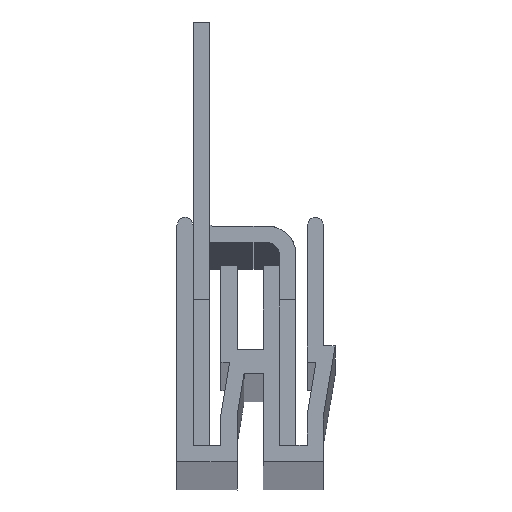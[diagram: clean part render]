
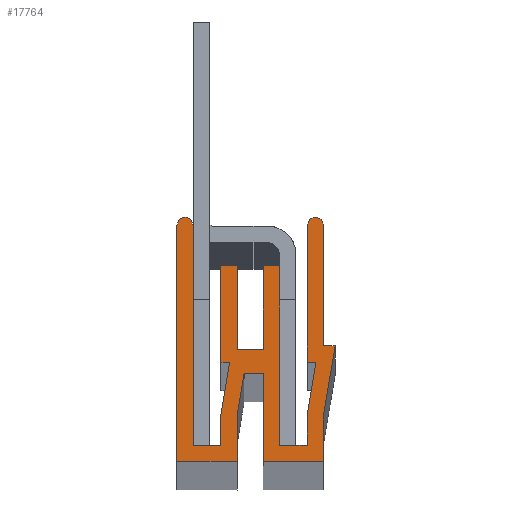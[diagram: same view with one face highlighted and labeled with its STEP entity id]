
A CAD part, top view. The second image highlights one B-rep face of the part: STEP entity #17764.
In plain terms, the highlighted planar face has unit normal (0, 0, 1).
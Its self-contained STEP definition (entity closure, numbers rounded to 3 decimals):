
#6411=CARTESIAN_POINT('',(0.5,14.5,23.));
#6412=DIRECTION('',(0.,0.,1.));
#6413=DIRECTION('',(1.,0.,0.));
#6414=AXIS2_PLACEMENT_3D('',#6411,#6412,#6413);
#6416=DIRECTION('',(0.,1.,0.));
#6417=VECTOR('',#6416,13.5);
#6418=CARTESIAN_POINT('',(1.,1.,23.));
#6419=LINE('',#6418,#6417);
#6420=DIRECTION('',(-1.,0.,0.));
#6421=VECTOR('',#6420,1.7);
#6422=CARTESIAN_POINT('',(2.7,1.,23.));
#6423=LINE('',#6422,#6421);
#6424=DIRECTION('',(0.,-1.,0.));
#6425=VECTOR('',#6424,1.9);
#6426=CARTESIAN_POINT('',(2.7,2.9,23.));
#6427=LINE('',#6426,#6425);
#6428=DIRECTION('',(-0.164,-0.986,0.));
#6429=VECTOR('',#6428,3.244);
#6430=CARTESIAN_POINT('',(3.233,6.1,23.));
#6431=LINE('',#6430,#6429);
#6432=DIRECTION('',(1.,0.,0.));
#6433=VECTOR('',#6432,0.533);
#6434=CARTESIAN_POINT('',(2.7,6.1,23.));
#6435=LINE('',#6434,#6433);
#6436=DIRECTION('',(0.,-1.,0.));
#6437=VECTOR('',#6436,5.9);
#6438=CARTESIAN_POINT('',(2.7,12.,23.));
#6439=LINE('',#6438,#6437);
#6440=DIRECTION('',(-1.,0.,0.));
#6441=VECTOR('',#6440,1.);
#6442=CARTESIAN_POINT('',(3.7,12.,23.));
#6443=LINE('',#6442,#6441);
#6444=DIRECTION('',(0.,1.,0.));
#6445=VECTOR('',#6444,5.1);
#6446=CARTESIAN_POINT('',(3.7,6.9,23.));
#6447=LINE('',#6446,#6445);
#6448=DIRECTION('',(-1.,0.,0.));
#6449=VECTOR('',#6448,1.6);
#6450=CARTESIAN_POINT('',(5.3,6.9,23.));
#6451=LINE('',#6450,#6449);
#6452=DIRECTION('',(0.,-1.,0.));
#6453=VECTOR('',#6452,5.1);
#6454=CARTESIAN_POINT('',(5.3,12.,23.));
#6455=LINE('',#6454,#6453);
#6456=DIRECTION('',(-1.,0.,0.));
#6457=VECTOR('',#6456,1.);
#6458=CARTESIAN_POINT('',(6.3,12.,23.));
#6459=LINE('',#6458,#6457);
#6460=DIRECTION('',(0.,1.,0.));
#6461=VECTOR('',#6460,11.);
#6462=CARTESIAN_POINT('',(6.3,1.,23.));
#6463=LINE('',#6462,#6461);
#6464=DIRECTION('',(-1.,0.,0.));
#6465=VECTOR('',#6464,1.697);
#6466=CARTESIAN_POINT('',(7.997,1.,23.));
#6467=LINE('',#6466,#6465);
#6468=DIRECTION('',(0.,-1.,0.));
#6469=VECTOR('',#6468,1.88);
#6470=CARTESIAN_POINT('',(7.997,2.88,23.));
#6471=LINE('',#6470,#6469);
#6472=DIRECTION('',(-0.164,-0.986,0.));
#6473=VECTOR('',#6472,3.265);
#6474=CARTESIAN_POINT('',(8.533,6.1,23.));
#6475=LINE('',#6474,#6473);
#6476=DIRECTION('',(1.,0.,0.));
#6477=VECTOR('',#6476,0.537);
#6478=CARTESIAN_POINT('',(7.997,6.1,23.));
#6479=LINE('',#6478,#6477);
#6480=DIRECTION('',(0.,-1.,0.));
#6481=VECTOR('',#6480,8.4);
#6482=CARTESIAN_POINT('',(7.997,14.5,23.));
#6483=LINE('',#6482,#6481);
#6484=CARTESIAN_POINT('',(8.497,14.5,23.));
#6485=DIRECTION('',(0.,0.,1.));
#6486=DIRECTION('',(1.,0.,0.));
#6487=AXIS2_PLACEMENT_3D('',#6484,#6485,#6486);
#6489=DIRECTION('',(0.,1.,0.));
#6490=VECTOR('',#6489,7.4);
#6491=CARTESIAN_POINT('',(8.997,7.1,23.));
#6492=LINE('',#6491,#6490);
#6493=DIRECTION('',(-1.,0.,0.));
#6494=VECTOR('',#6493,0.717);
#6495=CARTESIAN_POINT('',(9.714,7.1,23.));
#6496=LINE('',#6495,#6494);
#6497=DIRECTION('',(0.164,0.986,0.));
#6498=VECTOR('',#6497,4.362);
#6499=CARTESIAN_POINT('',(8.997,2.797,23.));
#6500=LINE('',#6499,#6498);
#6501=DIRECTION('',(0.,1.,0.));
#6502=VECTOR('',#6501,2.797);
#6503=CARTESIAN_POINT('',(8.997,0.,23.));
#6504=LINE('',#6503,#6502);
#6505=DIRECTION('',(1.,0.,0.));
#6506=VECTOR('',#6505,3.697);
#6507=CARTESIAN_POINT('',(5.3,0.,23.));
#6508=LINE('',#6507,#6506);
#6509=DIRECTION('',(0.,-1.,0.));
#6510=VECTOR('',#6509,5.4);
#6511=CARTESIAN_POINT('',(5.3,5.4,23.));
#6512=LINE('',#6511,#6510);
#6513=DIRECTION('',(1.,0.,0.));
#6514=VECTOR('',#6513,1.17);
#6515=CARTESIAN_POINT('',(4.13,5.4,23.));
#6516=LINE('',#6515,#6514);
#6517=DIRECTION('',(0.164,0.986,0.));
#6518=VECTOR('',#6517,2.618);
#6519=CARTESIAN_POINT('',(3.7,2.817,23.));
#6520=LINE('',#6519,#6518);
#6521=DIRECTION('',(0.,1.,0.));
#6522=VECTOR('',#6521,2.817);
#6523=CARTESIAN_POINT('',(3.7,0.,23.));
#6524=LINE('',#6523,#6522);
#6525=DIRECTION('',(1.,0.,0.));
#6526=VECTOR('',#6525,3.7);
#6527=CARTESIAN_POINT('',(0.,0.,23.));
#6528=LINE('',#6527,#6526);
#6529=DIRECTION('',(0.,-1.,0.));
#6530=VECTOR('',#6529,14.5);
#6531=CARTESIAN_POINT('',(0.,14.5,23.));
#6532=LINE('',#6531,#6530);
#8193=CARTESIAN_POINT('',(1.,14.5,23.));
#8194=CARTESIAN_POINT('',(0.,14.5,23.));
#8195=VERTEX_POINT('',#8193);
#8196=VERTEX_POINT('',#8194);
#8197=CARTESIAN_POINT('',(0.,0.,23.));
#8198=VERTEX_POINT('',#8197);
#8199=CARTESIAN_POINT('',(3.7,0.,23.));
#8200=VERTEX_POINT('',#8199);
#8201=CARTESIAN_POINT('',(3.7,2.817,23.));
#8202=VERTEX_POINT('',#8201);
#8203=CARTESIAN_POINT('',(4.13,5.4,23.));
#8204=VERTEX_POINT('',#8203);
#8205=CARTESIAN_POINT('',(5.3,5.4,23.));
#8206=VERTEX_POINT('',#8205);
#8207=CARTESIAN_POINT('',(5.3,0.,23.));
#8208=VERTEX_POINT('',#8207);
#8209=CARTESIAN_POINT('',(8.997,0.,23.));
#8210=VERTEX_POINT('',#8209);
#8211=CARTESIAN_POINT('',(8.997,2.797,23.));
#8212=VERTEX_POINT('',#8211);
#8213=CARTESIAN_POINT('',(9.714,7.1,23.));
#8214=VERTEX_POINT('',#8213);
#8215=CARTESIAN_POINT('',(8.997,7.1,23.));
#8216=VERTEX_POINT('',#8215);
#8217=CARTESIAN_POINT('',(8.997,14.5,23.));
#8218=VERTEX_POINT('',#8217);
#8219=CARTESIAN_POINT('',(7.997,14.5,23.));
#8220=VERTEX_POINT('',#8219);
#8221=CARTESIAN_POINT('',(7.997,6.1,23.));
#8222=VERTEX_POINT('',#8221);
#8223=CARTESIAN_POINT('',(8.533,6.1,23.));
#8224=VERTEX_POINT('',#8223);
#8225=CARTESIAN_POINT('',(7.997,2.88,23.));
#8226=VERTEX_POINT('',#8225);
#8227=CARTESIAN_POINT('',(7.997,1.,23.));
#8228=VERTEX_POINT('',#8227);
#8229=CARTESIAN_POINT('',(6.3,1.,23.));
#8230=VERTEX_POINT('',#8229);
#8231=CARTESIAN_POINT('',(6.3,12.,23.));
#8232=VERTEX_POINT('',#8231);
#8233=CARTESIAN_POINT('',(5.3,12.,23.));
#8234=VERTEX_POINT('',#8233);
#8235=CARTESIAN_POINT('',(5.3,6.9,23.));
#8236=VERTEX_POINT('',#8235);
#8237=CARTESIAN_POINT('',(3.7,6.9,23.));
#8238=VERTEX_POINT('',#8237);
#8239=CARTESIAN_POINT('',(3.7,12.,23.));
#8240=VERTEX_POINT('',#8239);
#8241=CARTESIAN_POINT('',(2.7,12.,23.));
#8242=VERTEX_POINT('',#8241);
#8243=CARTESIAN_POINT('',(2.7,6.1,23.));
#8244=VERTEX_POINT('',#8243);
#8245=CARTESIAN_POINT('',(3.233,6.1,23.));
#8246=VERTEX_POINT('',#8245);
#8247=CARTESIAN_POINT('',(2.7,2.9,23.));
#8248=VERTEX_POINT('',#8247);
#8249=CARTESIAN_POINT('',(2.7,1.,23.));
#8250=VERTEX_POINT('',#8249);
#8251=CARTESIAN_POINT('',(1.,1.,23.));
#8252=VERTEX_POINT('',#8251);
#17703=CARTESIAN_POINT('',(0.,0.,23.));
#17704=DIRECTION('',(0.,0.,1.));
#17705=DIRECTION('',(1.,0.,0.));
#17706=AXIS2_PLACEMENT_3D('',#17703,#17704,#17705);
#17707=PLANE('',#17706);
#17708=ORIENTED_EDGE('',*,*,#15181,.F.);
#17709=ORIENTED_EDGE('',*,*,#15673,.F.);
#17710=ORIENTED_EDGE('',*,*,#15628,.F.);
#17712=ORIENTED_EDGE('',*,*,#17711,.F.);
#17714=ORIENTED_EDGE('',*,*,#17713,.F.);
#17716=ORIENTED_EDGE('',*,*,#17715,.F.);
#17718=ORIENTED_EDGE('',*,*,#17717,.F.);
#17720=ORIENTED_EDGE('',*,*,#17719,.F.);
#17722=ORIENTED_EDGE('',*,*,#17721,.F.);
#17724=ORIENTED_EDGE('',*,*,#17723,.F.);
#17726=ORIENTED_EDGE('',*,*,#17725,.F.);
#17727=ORIENTED_EDGE('',*,*,#9260,.F.);
#17728=ORIENTED_EDGE('',*,*,#8751,.F.);
#17729=ORIENTED_EDGE('',*,*,#9721,.F.);
#17731=ORIENTED_EDGE('',*,*,#17730,.F.);
#17733=ORIENTED_EDGE('',*,*,#17732,.F.);
#17735=ORIENTED_EDGE('',*,*,#17734,.F.);
#17737=ORIENTED_EDGE('',*,*,#17736,.F.);
#17739=ORIENTED_EDGE('',*,*,#17738,.F.);
#17741=ORIENTED_EDGE('',*,*,#17740,.F.);
#17743=ORIENTED_EDGE('',*,*,#17742,.F.);
#17745=ORIENTED_EDGE('',*,*,#17744,.F.);
#17747=ORIENTED_EDGE('',*,*,#17746,.F.);
#17749=ORIENTED_EDGE('',*,*,#17748,.F.);
#17751=ORIENTED_EDGE('',*,*,#17750,.F.);
#17753=ORIENTED_EDGE('',*,*,#17752,.F.);
#17755=ORIENTED_EDGE('',*,*,#17754,.F.);
#17757=ORIENTED_EDGE('',*,*,#17756,.F.);
#17759=ORIENTED_EDGE('',*,*,#17758,.F.);
#17761=ORIENTED_EDGE('',*,*,#17760,.F.);
#17762=EDGE_LOOP('',(#17708,#17709,#17710,#17712,#17714,#17716,#17718,#17720,
#17722,#17724,#17726,#17727,#17728,#17729,#17731,#17733,#17735,#17737,#17739,
#17741,#17743,#17745,#17747,#17749,#17751,#17753,#17755,#17757,#17759,#17761));
#17763=FACE_OUTER_BOUND('',#17762,.F.);
#17764=ADVANCED_FACE('',(#17763),#17707,.T.);
#6415=CIRCLE('',#6414,0.5);
#6488=CIRCLE('',#6487,0.5);
#8751=EDGE_CURVE('',#8230,#8232,#6463,.T.);
#9260=EDGE_CURVE('',#8232,#8234,#6459,.T.);
#9721=EDGE_CURVE('',#8228,#8230,#6467,.T.);
#15181=EDGE_CURVE('',#8195,#8196,#6415,.T.);
#15628=EDGE_CURVE('',#8250,#8252,#6423,.T.);
#15673=EDGE_CURVE('',#8252,#8195,#6419,.T.);
#17711=EDGE_CURVE('',#8248,#8250,#6427,.T.);
#17713=EDGE_CURVE('',#8246,#8248,#6431,.T.);
#17715=EDGE_CURVE('',#8244,#8246,#6435,.T.);
#17717=EDGE_CURVE('',#8242,#8244,#6439,.T.);
#17719=EDGE_CURVE('',#8240,#8242,#6443,.T.);
#17721=EDGE_CURVE('',#8238,#8240,#6447,.T.);
#17723=EDGE_CURVE('',#8236,#8238,#6451,.T.);
#17725=EDGE_CURVE('',#8234,#8236,#6455,.T.);
#17730=EDGE_CURVE('',#8226,#8228,#6471,.T.);
#17732=EDGE_CURVE('',#8224,#8226,#6475,.T.);
#17734=EDGE_CURVE('',#8222,#8224,#6479,.T.);
#17736=EDGE_CURVE('',#8220,#8222,#6483,.T.);
#17738=EDGE_CURVE('',#8218,#8220,#6488,.T.);
#17740=EDGE_CURVE('',#8216,#8218,#6492,.T.);
#17742=EDGE_CURVE('',#8214,#8216,#6496,.T.);
#17744=EDGE_CURVE('',#8212,#8214,#6500,.T.);
#17746=EDGE_CURVE('',#8210,#8212,#6504,.T.);
#17748=EDGE_CURVE('',#8208,#8210,#6508,.T.);
#17750=EDGE_CURVE('',#8206,#8208,#6512,.T.);
#17752=EDGE_CURVE('',#8204,#8206,#6516,.T.);
#17754=EDGE_CURVE('',#8202,#8204,#6520,.T.);
#17756=EDGE_CURVE('',#8200,#8202,#6524,.T.);
#17758=EDGE_CURVE('',#8198,#8200,#6528,.T.);
#17760=EDGE_CURVE('',#8196,#8198,#6532,.T.);
